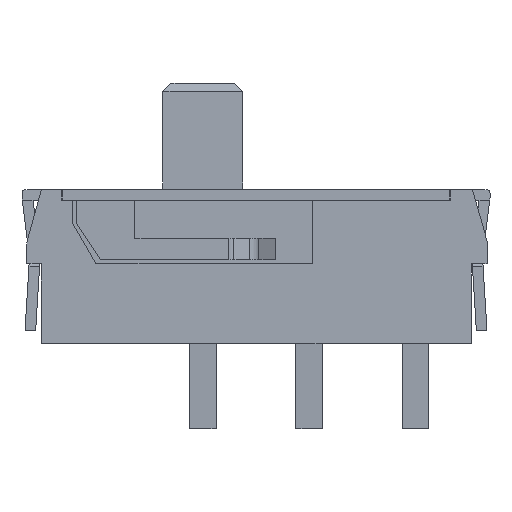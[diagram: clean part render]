
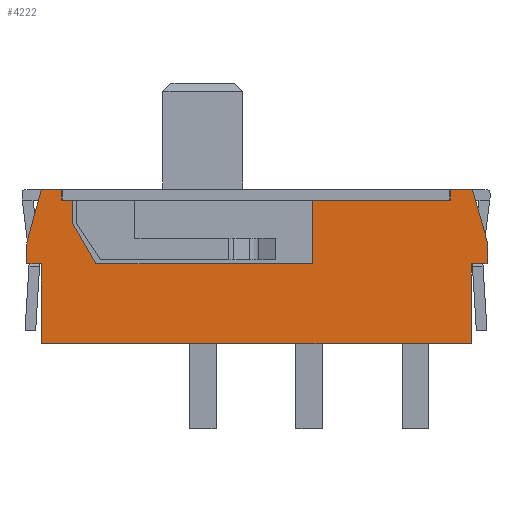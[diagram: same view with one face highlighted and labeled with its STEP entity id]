
A CAD part, front view. The second image highlights one B-rep face of the part: STEP entity #4222.
In plain terms, the highlighted planar face has unit normal (0, -1, 0).
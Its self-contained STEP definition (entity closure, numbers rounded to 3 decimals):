
#320=ORIENTED_EDGE('',*,*,#1188,.F.);
#321=ORIENTED_EDGE('',*,*,#1189,.T.);
#322=ORIENTED_EDGE('',*,*,#1190,.T.);
#323=ORIENTED_EDGE('',*,*,#1191,.F.);
#324=ORIENTED_EDGE('',*,*,#1192,.F.);
#325=ORIENTED_EDGE('',*,*,#1193,.F.);
#326=ORIENTED_EDGE('',*,*,#1194,.F.);
#327=ORIENTED_EDGE('',*,*,#1195,.T.);
#328=ORIENTED_EDGE('',*,*,#1196,.T.);
#329=ORIENTED_EDGE('',*,*,#1197,.F.);
#330=ORIENTED_EDGE('',*,*,#1198,.T.);
#331=ORIENTED_EDGE('',*,*,#1199,.F.);
#332=ORIENTED_EDGE('',*,*,#1200,.F.);
#333=ORIENTED_EDGE('',*,*,#1201,.F.);
#334=ORIENTED_EDGE('',*,*,#1202,.F.);
#335=ORIENTED_EDGE('',*,*,#1112,.F.);
#336=ORIENTED_EDGE('',*,*,#1150,.F.);
#337=ORIENTED_EDGE('',*,*,#1203,.T.);
#338=ORIENTED_EDGE('',*,*,#1204,.T.);
#339=ORIENTED_EDGE('',*,*,#1205,.T.);
#340=ORIENTED_EDGE('',*,*,#1206,.T.);
#1112=EDGE_CURVE('',#1564,#1565,#1870,.T.);
#1150=EDGE_CURVE('',#1593,#1564,#1904,.T.);
#1188=EDGE_CURVE('',#1627,#1628,#1937,.T.);
#1189=EDGE_CURVE('',#1627,#1629,#1938,.F.);
#1190=EDGE_CURVE('',#1629,#1618,#1939,.T.);
#1191=EDGE_CURVE('',#1630,#1618,#1940,.T.);
#1192=EDGE_CURVE('',#1631,#1630,#1941,.T.);
#1193=EDGE_CURVE('',#1632,#1631,#1942,.T.);
#1194=EDGE_CURVE('',#1615,#1632,#1943,.T.);
#1195=EDGE_CURVE('',#1615,#1633,#1944,.T.);
#1196=EDGE_CURVE('',#1633,#1634,#1945,.F.);
#1197=EDGE_CURVE('',#1635,#1634,#1946,.T.);
#1198=EDGE_CURVE('',#1635,#1636,#1947,.T.);
#1199=EDGE_CURVE('',#1637,#1636,#1948,.T.);
#1200=EDGE_CURVE('',#1638,#1637,#1949,.T.);
#1201=EDGE_CURVE('',#1639,#1638,#1950,.T.);
#1202=EDGE_CURVE('',#1565,#1639,#1951,.T.);
#1203=EDGE_CURVE('',#1593,#1640,#1952,.T.);
#1204=EDGE_CURVE('',#1640,#1641,#1953,.T.);
#1205=EDGE_CURVE('',#1641,#1642,#1954,.T.);
#1206=EDGE_CURVE('',#1642,#1628,#1955,.T.);
#1564=VERTEX_POINT('',#5516);
#1565=VERTEX_POINT('',#5518);
#1593=VERTEX_POINT('',#5596);
#1615=VERTEX_POINT('',#5648);
#1618=VERTEX_POINT('',#5654);
#1627=VERTEX_POINT('',#5675);
#1628=VERTEX_POINT('',#5676);
#1629=VERTEX_POINT('',#5678);
#1630=VERTEX_POINT('',#5681);
#1631=VERTEX_POINT('',#5683);
#1632=VERTEX_POINT('',#5685);
#1633=VERTEX_POINT('',#5688);
#1634=VERTEX_POINT('',#5690);
#1635=VERTEX_POINT('',#5692);
#1636=VERTEX_POINT('',#5694);
#1637=VERTEX_POINT('',#5696);
#1638=VERTEX_POINT('',#5698);
#1639=VERTEX_POINT('',#5700);
#1640=VERTEX_POINT('',#5703);
#1641=VERTEX_POINT('',#5705);
#1642=VERTEX_POINT('',#5707);
#1870=LINE('',#5517,#2242);
#1904=LINE('',#5597,#2276);
#1937=LINE('',#5674,#2309);
#1938=LINE('',#5677,#2310);
#1939=LINE('',#5679,#2311);
#1940=LINE('',#5680,#2312);
#1941=LINE('',#5682,#2313);
#1942=LINE('',#5684,#2314);
#1943=LINE('',#5686,#2315);
#1944=LINE('',#5687,#2316);
#1945=LINE('',#5689,#2317);
#1946=LINE('',#5691,#2318);
#1947=LINE('',#5693,#2319);
#1948=LINE('',#5695,#2320);
#1949=LINE('',#5697,#2321);
#1950=LINE('',#5699,#2322);
#1951=LINE('',#5701,#2323);
#1952=LINE('',#5702,#2324);
#1953=LINE('',#5704,#2325);
#1954=LINE('',#5706,#2326);
#1955=LINE('',#5708,#2327);
#2242=VECTOR('',#4658,1000.);
#2276=VECTOR('',#4726,1000.);
#2309=VECTOR('',#4781,1000.);
#2310=VECTOR('',#4782,1000.);
#2311=VECTOR('',#4783,1000.);
#2312=VECTOR('',#4784,1000.);
#2313=VECTOR('',#4785,1000.);
#2314=VECTOR('',#4786,1000.);
#2315=VECTOR('',#4787,1000.);
#2316=VECTOR('',#4788,1000.);
#2317=VECTOR('',#4789,1000.);
#2318=VECTOR('',#4790,1000.);
#2319=VECTOR('',#4791,1000.);
#2320=VECTOR('',#4792,1000.);
#2321=VECTOR('',#4793,1000.);
#2322=VECTOR('',#4794,1000.);
#2323=VECTOR('',#4795,1000.);
#2324=VECTOR('',#4796,1000.);
#2325=VECTOR('',#4797,1000.);
#2326=VECTOR('',#4798,1000.);
#2327=VECTOR('',#4799,1000.);
#2592=EDGE_LOOP('',(#320,#321,#322,#323,#324,#325,#326,#327,#328,#329,#330,
#331,#332,#333,#334,#335,#336,#337,#338,#339,#340));
#2760=FACE_BOUND('',#2592,.T.);
#2927=PLANE('',#4402);
#4222=ADVANCED_FACE('',(#2760),#2927,.T.);
#4402=AXIS2_PLACEMENT_3D('',#5673,#4779,#4780);
#4658=DIRECTION('',(-1.,0.,0.));
#4726=DIRECTION('',(0.,0.,-1.));
#4779=DIRECTION('',(0.,-1.,0.));
#4780=DIRECTION('',(0.,0.,-1.));
#4781=DIRECTION('',(0.,0.,1.));
#4782=DIRECTION('',(1.,0.,0.));
#4783=DIRECTION('',(-1.,0.,0.));
#4784=DIRECTION('',(0.,0.,1.));
#4785=DIRECTION('',(1.,0.,0.));
#4786=DIRECTION('',(0.501,0.,-0.866));
#4787=DIRECTION('',(0.,0.,-1.));
#4788=DIRECTION('',(-1.,0.,0.));
#4789=DIRECTION('',(1.,0.,0.));
#4790=DIRECTION('',(0.,0.,-1.));
#4791=DIRECTION('',(-1.,0.,0.));
#4792=DIRECTION('',(0.265,0.,0.964));
#4793=DIRECTION('',(0.,0.,1.));
#4794=DIRECTION('',(-1.,0.,0.));
#4795=DIRECTION('',(0.,0.,1.));
#4796=DIRECTION('',(1.,0.,0.));
#4797=DIRECTION('',(0.,0.,1.));
#4798=DIRECTION('',(-0.274,0.,0.962));
#4799=DIRECTION('',(-1.,0.,0.));
#5516=CARTESIAN_POINT('',(4.049,-1.,-2.9));
#5517=CARTESIAN_POINT('',(4.049,-1.,-2.9));
#5518=CARTESIAN_POINT('',(-4.034,-1.,-2.9));
#5596=CARTESIAN_POINT('',(4.049,-1.,-1.398));
#5597=CARTESIAN_POINT('',(4.049,-1.,-0.2));
#5648=CARTESIAN_POINT('',(-3.447,-1.,-0.2));
#5654=CARTESIAN_POINT('',(1.063,-1.,-0.2));
#5673=CARTESIAN_POINT('',(-4.4,-1.,-2.9));
#5674=CARTESIAN_POINT('',(3.651,-1.,0.));
#5675=CARTESIAN_POINT('',(3.651,-1.,-0.2));
#5676=CARTESIAN_POINT('',(3.651,-1.,0.));
#5677=CARTESIAN_POINT('',(-4.034,-1.,-0.2));
#5678=CARTESIAN_POINT('',(3.64,-1.,-0.2));
#5679=CARTESIAN_POINT('',(-4.4,-1.,-0.2));
#5680=CARTESIAN_POINT('',(1.063,-1.,-1.394));
#5681=CARTESIAN_POINT('',(1.063,-1.,-1.394));
#5682=CARTESIAN_POINT('',(-3.011,-1.,-1.394));
#5683=CARTESIAN_POINT('',(-3.011,-1.,-1.394));
#5684=CARTESIAN_POINT('',(-3.447,-1.,-0.64));
#5685=CARTESIAN_POINT('',(-3.447,-1.,-0.64));
#5686=CARTESIAN_POINT('',(-3.447,-1.,-0.2));
#5687=CARTESIAN_POINT('',(-4.4,-1.,-0.2));
#5688=CARTESIAN_POINT('',(-3.64,-1.,-0.2));
#5689=CARTESIAN_POINT('',(-4.034,-1.,-0.2));
#5690=CARTESIAN_POINT('',(-3.653,-1.,-0.2));
#5691=CARTESIAN_POINT('',(-3.653,-1.,0.));
#5692=CARTESIAN_POINT('',(-3.653,-1.,0.));
#5693=CARTESIAN_POINT('',(-3.653,-1.,0.));
#5694=CARTESIAN_POINT('',(-4.034,-1.,0.));
#5695=CARTESIAN_POINT('',(-4.31,-1.,-1.005));
#5696=CARTESIAN_POINT('',(-4.31,-1.,-1.005));
#5697=CARTESIAN_POINT('',(-4.31,-1.,-1.397));
#5698=CARTESIAN_POINT('',(-4.31,-1.,-1.397));
#5699=CARTESIAN_POINT('',(-4.034,-1.,-1.397));
#5700=CARTESIAN_POINT('',(-4.034,-1.,-1.397));
#5701=CARTESIAN_POINT('',(-4.034,-1.,-2.9));
#5702=CARTESIAN_POINT('',(4.049,-1.,-1.398));
#5703=CARTESIAN_POINT('',(4.345,-1.,-1.398));
#5704=CARTESIAN_POINT('',(4.345,-1.,-1.398));
#5705=CARTESIAN_POINT('',(4.345,-1.,-0.969));
#5706=CARTESIAN_POINT('',(4.345,-1.,-0.969));
#5707=CARTESIAN_POINT('',(4.068,-1.,0.));
#5708=CARTESIAN_POINT('',(4.068,-1.,0.));
